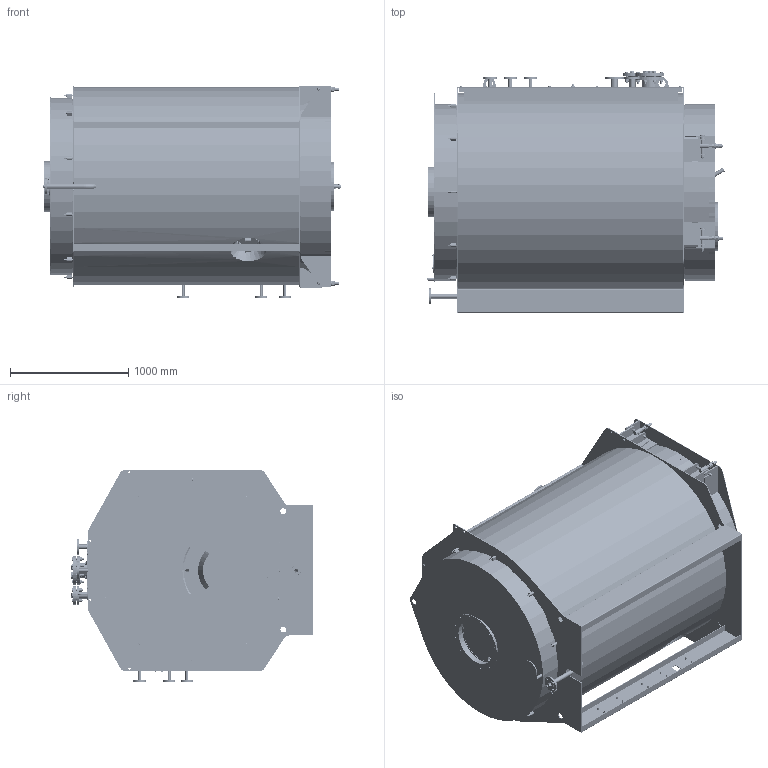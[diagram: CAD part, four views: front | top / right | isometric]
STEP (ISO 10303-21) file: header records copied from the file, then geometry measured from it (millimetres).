
FILE_DESCRIPTION(/* description */ ('','CAx-IF Rec.Pracs.---Representation and Presentation of Product Manufacturing Information (PMI)---4.0---2014-10-13'),/* implementation_level */ '2;1');
FILE_NAME(/* name */ 'SL1000 Общий вид СБ.stp',/* time_stamp */ '2022-05-16T15:18:29+07:00',/* author */ ('verutin'),/* organization */ (''),/* preprocessor_version */ 'ST-DEVELOPER v18',/* originating_system */ 'Autodesk Inventor 2020',/* authorisation */ '');
FILE_SCHEMA (('AP242_MANAGED_MODEL_BASED_3D_ENGINEERING_MIM_LF { 1 0 10303 442 1 1 4 }'));
Length unit declared in the file: millimetre
Products named in the file (163): SL.1000.01.001СБ; SL.100.01.023CБ; 100.01.063; 01.01.022; 400.01.024СБ-01; 03.01.014-01; SL.03.01.008; 400.01.028СБ-02; 03.01.017-02; Фланец 1-125(А)-
16-1 ГОСТ 12820-80; 05.01.179; 400.01.021СБ-03; 400.01.021-03; Фланец 1-32-16-1 ГОСТ 
12820-80; 400.01.029СБ-02; 400.01.029-02; 400.01.029СБ-01; 400.01.029-01; Фланец 1-20-16-1 ГОСТ 
12820-80; WL.03.01.001; -03; -02; 05.01.218; Фланец 1-50-16 ГОСТ 
12820-80; 400.01.022СБ-02; 400.01.022-02; Фланец 1-50-16-1 ГОСТ 
12820-80; 400.01.026СБ-02; 400.01.026СБ-02_1; 400.01.020СБ-02; Фланец 1-25-16-1 ГОСТ 
12820-80; 400.01.020-02; 400.01.025СБ-02; 03.01.015-02; SL.05.01.033; 500.01.003СБ; 05.01.176; 05.01.1725-04; SL 1000-1500; 05.01.128-01 ...
Assembly tree (550 placements, depth 5):
  SL.1000.01.001СБ
    SL.100.01.023CБ
      100.01.063
        01.01.022
        400.01.024СБ-01
          03.01.014-01
          Фланец 1-32-16-1 ГОСТ 
12820-80
        SL.03.01.008
        400.01.028СБ-02
          03.01.017-02
          Фланец 1-125(А)-
16-1 ГОСТ 12820-80
          05.01.179  x2
        400.01.021СБ-03
          400.01.021-03
          Фланец 1-32-16-1 ГОСТ 
12820-80
        400.01.029СБ-02  x2
          400.01.029-02
          Фланец 1-20-16-1 ГОСТ 
12820-80
        400.01.029СБ-01  x3
          400.01.029-01
          Фланец 1-20-16-1 ГОСТ 
12820-80
        WL.03.01.001
        -03
          -02
          05.01.218  x2
          Фланец 1-50-16 ГОСТ 
12820-80
        400.01.022СБ-02
          400.01.022-02
          Фланец 1-50-16-1 ГОСТ 
12820-80
        400.01.026СБ-02
          400.01.026СБ-02_1
          Фланец 1-25-16-1 ГОСТ 
12820-80  x2
        400.01.020СБ-02  x2
          Фланец 1-25-16-1 ГОСТ 
12820-80
          400.01.020-02
        400.01.025СБ-02
          03.01.015-02
          SL.05.01.033  x2
        500.01.003СБ
          05.01.176
          05.01.1725-04  x2
          SL 1000-1500  x2
      05.01.129  x4
      05.01.132  x4
      05.01.135  x4
      05.01.128-01  x2
      SL.01.01.001-04
      05.01.115  x2
      100.01.081СБ
        05.01.199  x2
        05.01.202  x2
      100.01.084СБ
        05.01.205  x2
        05.01.208  x2
      WL.025.01.025  x10
      Подкладной лист
      WL400.01.001СБ Лючок
        400.01.048 СБ 
          WL05.01.029 Крышка
          WL.05.01.027 Пластина
Bounding box: 2514.53 x 2043.5 x 1795 mm (x, y, z)
Volume: 1598608182.8 mm3; surface area: 157752347.7 mm2
Topology: 538 solids, 554 shells, 7300 faces, 20479 edges, 16685 vertices
Faces by surface type: plane 4321, cylinder 2189, cone 550, bspline 139, torus 101
Full cylindrical faces by diameter (mm): 2.5 x4, 3.5 x4, 4 x1, 4.917 x3, 5 x4, 5.459 x3, 6 x4, 6.5 x40, 7 x10, 7.5 x3, 7.8 x1, 8 x20, 8.376 x10, 8.7 x3, 8.8 x1, 8.917 x8, 9 x6, 9.188 x8, 10 x113, 10.376 x12, 10.5 x18, 11 x16, 12 x12, 12.917 x4, 13 x28, 13.835 x14, 13.9 x1, 14 x58, 14.917 x9, 15 x44
Entity records: 108754 total; most frequent: CARTESIAN_POINT 31360, DIRECTION 16502, ORIENTED_EDGE 11678, AXIS2_PLACEMENT_3D 6650, EDGE_CURVE 5853, VERTEX_POINT 3976, LINE 3202, VECTOR 3202
